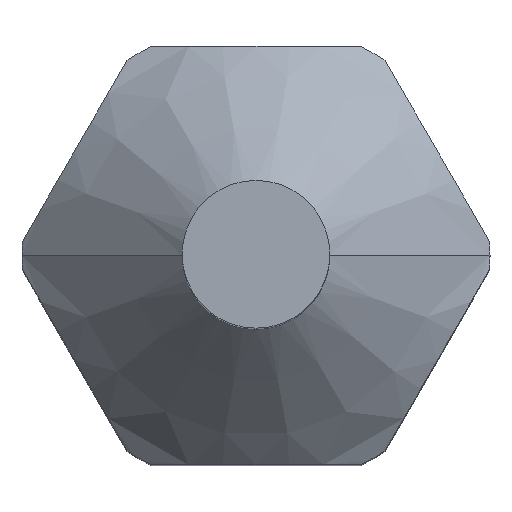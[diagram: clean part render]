
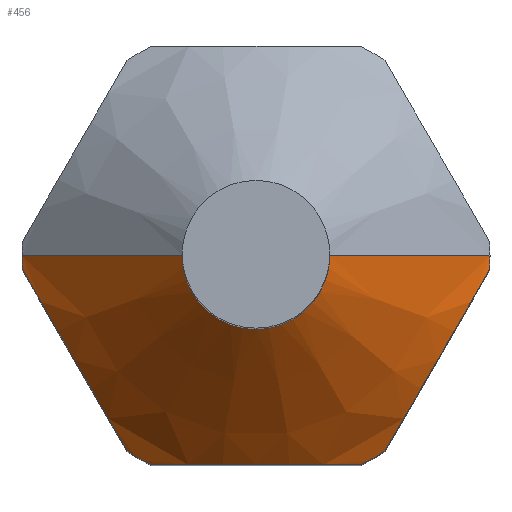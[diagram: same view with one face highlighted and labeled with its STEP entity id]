
A CAD part, top view. The second image highlights one B-rep face of the part: STEP entity #456.
In plain terms, the highlighted conical face has half-angle 45 degrees and reference radius 6.25 mm.
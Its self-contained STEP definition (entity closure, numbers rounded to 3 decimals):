
#244=EDGE_CURVE('',#402,#382,#632,.T.);
#246=EDGE_CURVE('',#536,#560,#634,.T.);
#262=EDGE_CURVE('',#390,#338,#653,.T.);
#290=EDGE_CURVE('',#364,#308,#686,.T.);
#300=EDGE_CURVE('',#488,#308,#697,.T.);
#308=VERTEX_POINT('',#706);
#322=EDGE_CURVE('',#364,#338,#724,.T.);
#338=VERTEX_POINT('',#741);
#342=VERTEX_POINT('',#746);
#364=VERTEX_POINT('',#769);
#374=EDGE_CURVE('',#390,#382,#780,.T.);
#382=VERTEX_POINT('',#789);
#390=VERTEX_POINT('',#798);
#402=VERTEX_POINT('',#811);
#408=EDGE_CURVE('',#402,#342,#818,.T.);
#456=ADVANCED_FACE('',(#868),#869,.T.);
#486=EDGE_CURVE('',#342,#560,#901,.T.);
#488=VERTEX_POINT('',#903);
#492=EDGE_CURVE('',#536,#488,#907,.T.);
#536=VERTEX_POINT('',#956);
#560=VERTEX_POINT('',#982);
#632=(B_SPLINE_CURVE(2,(#1066,#1067,#1068),.UNSPECIFIED.,.F.,.F.)B_SPLINE_CURVE_WITH_KNOTS((3,3),(0.0,8.718),.UNSPECIFIED.)RATIONAL_B_SPLINE_CURVE((1.0,1.118,1.0))BOUNDED_CURVE()REPRESENTATION_ITEM('')GEOMETRIC_REPRESENTATION_ITEM()CURVE());
#634=CIRCLE('',#1077,3.0);
#653=(B_SPLINE_CURVE(2,(#1114,#1115,#1116),.UNSPECIFIED.,.F.,.F.)B_SPLINE_CURVE_WITH_KNOTS((3,3),(0.0,8.718),.UNSPECIFIED.)RATIONAL_B_SPLINE_CURVE((1.0,1.118,1.0))BOUNDED_CURVE()REPRESENTATION_ITEM('')GEOMETRIC_REPRESENTATION_ITEM()CURVE());
#686=(B_SPLINE_CURVE(2,(#1167,#1168,#1169),.UNSPECIFIED.,.F.,.F.)B_SPLINE_CURVE_WITH_KNOTS((3,3),(0.0,8.718),.UNSPECIFIED.)RATIONAL_B_SPLINE_CURVE((1.0,1.118,1.0))BOUNDED_CURVE()REPRESENTATION_ITEM('')GEOMETRIC_REPRESENTATION_ITEM()CURVE());
#697=CIRCLE('',#1191,9.5);
#706=CARTESIAN_POINT('',(-9.483,-0.576,18.5));
#724=CIRCLE('',#1223,9.5);
#741=CARTESIAN_POINT('',(-4.243,-8.5,18.5));
#746=CARTESIAN_POINT('',(9.5,0.,18.5));
#769=CARTESIAN_POINT('',(-5.24,-7.924,18.5));
#780=CIRCLE('',#1304,9.5);
#789=CARTESIAN_POINT('',(5.24,-7.924,18.5));
#798=CARTESIAN_POINT('',(4.243,-8.5,18.5));
#811=CARTESIAN_POINT('',(9.483,-0.576,18.5));
#818=CIRCLE('',#1357,9.5);
#868=FACE_OUTER_BOUND('',#1484,.T.);
#869=CONICAL_SURFACE('',#1485,6.25,0.785);
#901=LINE('',#1534,#1535);
#903=CARTESIAN_POINT('',(-9.5,0.,18.5));
#907=LINE('',#1542,#1543);
#956=CARTESIAN_POINT('',(-3.0,0.,25.0));
#982=CARTESIAN_POINT('',(3.0,0.,25.0));
#1066=CARTESIAN_POINT('',(9.483,-0.576,18.5));
#1067=CARTESIAN_POINT('',(7.361,-4.25,20.395));
#1068=CARTESIAN_POINT('',(5.24,-7.924,18.5));
#1077=AXIS2_PLACEMENT_3D('',#1743,#1744,#1745);
#1114=CARTESIAN_POINT('',(4.243,-8.5,18.5));
#1115=CARTESIAN_POINT('',(0.,-8.5,20.395));
#1116=CARTESIAN_POINT('',(-4.243,-8.5,18.5));
#1167=CARTESIAN_POINT('',(-5.24,-7.924,18.5));
#1168=CARTESIAN_POINT('',(-7.361,-4.25,20.395));
#1169=CARTESIAN_POINT('',(-9.483,-0.576,18.5));
#1191=AXIS2_PLACEMENT_3D('',#1859,#1860,#1861);
#1223=AXIS2_PLACEMENT_3D('',#1900,#1901,#1902);
#1304=AXIS2_PLACEMENT_3D('',#1947,#1948,#1949);
#1357=AXIS2_PLACEMENT_3D('',#1989,#1990,#1991);
#1484=EDGE_LOOP('',(#2025,#2026,#2027,#2028,#2029,#2030,#2031,#2032,#2033,#2034));
#1485=AXIS2_PLACEMENT_3D('',#2035,#2036,#2037);
#1534=CARTESIAN_POINT('',(6.25,0.,21.75));
#1535=VECTOR('',#2066,1.0);
#1542=CARTESIAN_POINT('',(-6.25,0.,21.75));
#1543=VECTOR('',#2067,1.0);
#1743=CARTESIAN_POINT('',(0.,0.,25.0));
#1744=DIRECTION('',(0.,0.,1.0));
#1745=DIRECTION('',(-1.0,0.,0.0));
#1859=CARTESIAN_POINT('',(0.,0.,18.5));
#1860=DIRECTION('',(0.,0.,1.0));
#1861=DIRECTION('',(-1.0,0.,0.0));
#1900=CARTESIAN_POINT('',(0.,0.,18.5));
#1901=DIRECTION('',(0.,0.,1.0));
#1902=DIRECTION('',(-1.0,0.,0.0));
#1947=CARTESIAN_POINT('',(0.,0.,18.5));
#1948=DIRECTION('',(0.,0.,1.0));
#1949=DIRECTION('',(-1.0,0.,0.0));
#1989=CARTESIAN_POINT('',(0.,0.,18.5));
#1990=DIRECTION('',(0.,0.,1.0));
#1991=DIRECTION('',(-1.0,0.,0.0));
#2025=ORIENTED_EDGE('',*,*,#492,.T.);
#2026=ORIENTED_EDGE('',*,*,#300,.T.);
#2027=ORIENTED_EDGE('',*,*,#290,.F.);
#2028=ORIENTED_EDGE('',*,*,#322,.T.);
#2029=ORIENTED_EDGE('',*,*,#262,.F.);
#2030=ORIENTED_EDGE('',*,*,#374,.T.);
#2031=ORIENTED_EDGE('',*,*,#244,.F.);
#2032=ORIENTED_EDGE('',*,*,#408,.T.);
#2033=ORIENTED_EDGE('',*,*,#486,.T.);
#2034=ORIENTED_EDGE('',*,*,#246,.F.);
#2035=CARTESIAN_POINT('',(0.,0.,21.75));
#2036=DIRECTION('',(0.,0.,-1.0));
#2037=DIRECTION('',(-1.0,0.,0.0));
#2066=DIRECTION('',(-0.707,0.,0.707));
#2067=DIRECTION('',(-0.707,0.,-0.707));
